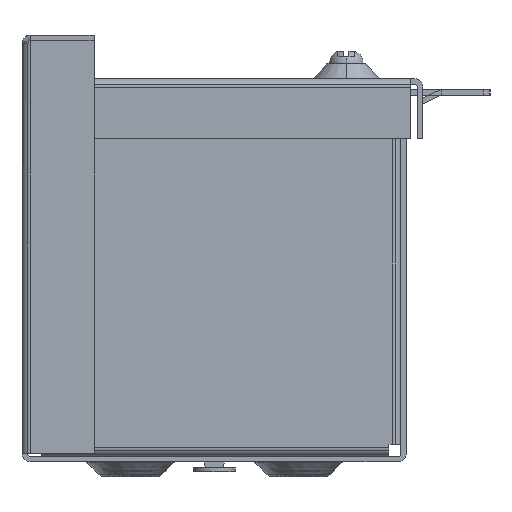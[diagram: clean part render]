
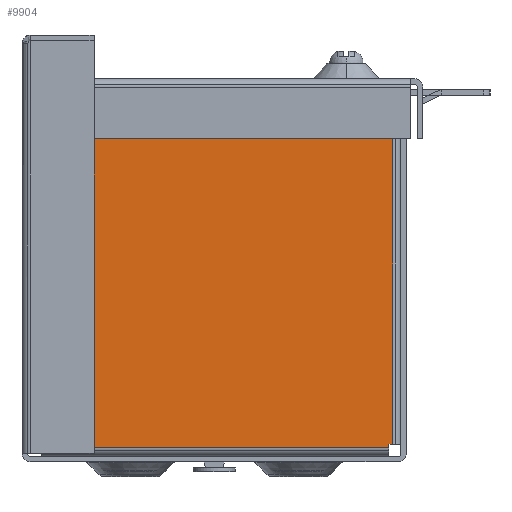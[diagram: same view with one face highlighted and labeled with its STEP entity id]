
A CAD part, left-side view. The second image highlights one B-rep face of the part: STEP entity #9904.
In plain terms, the highlighted planar face has unit normal (-1, 0, 0).
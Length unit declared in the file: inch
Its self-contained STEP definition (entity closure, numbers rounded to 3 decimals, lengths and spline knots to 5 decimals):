
#197 = EDGE_CURVE ( 'NONE', #4600, #19558, #28212, .T. ) ;
#400 = DIRECTION ( 'NONE',  ( 0., -1., 0. ) ) ;
#1277 = VECTOR ( 'NONE', #20034, 39.37008 ) ;
#1363 = CARTESIAN_POINT ( 'NONE',  ( -18., 1.923, 3.798 ) ) ;
#1780 = LINE ( 'NONE', #17611, #1277 ) ;
#1799 = DIRECTION ( 'NONE',  ( 0., 0., 1. ) ) ;
#1984 = EDGE_CURVE ( 'NONE', #9641, #15544, #23175, .T. ) ;
#2103 = CARTESIAN_POINT ( 'NONE',  ( -18., 1.798, 0.057 ) ) ;
#2156 = CARTESIAN_POINT ( 'NONE',  ( -18., 1.798, 3.798 ) ) ;
#2325 = EDGE_LOOP ( 'NONE', ( #14657, #21149, #20585, #15735, #17242, #29431, #28621, #11060, #7621, #15798, #3978, #20803 ) ) ;
#3506 = DIRECTION ( 'NONE',  ( 0., 0., -1. ) ) ;
#3717 = CARTESIAN_POINT ( 'NONE',  ( -18., -1.857, 0.182 ) ) ;
#3978 = ORIENTED_EDGE ( 'NONE', *, *, #1984, .T. ) ;
#4013 = CARTESIAN_POINT ( 'NONE',  ( -18., -1.818, 0.182 ) ) ;
#4313 = LINE ( 'NONE', #4013, #12550 ) ;
#4600 = VERTEX_POINT ( 'NONE', #9917 ) ;
#4732 = LINE ( 'NONE', #2156, #18757 ) ;
#5033 = VERTEX_POINT ( 'NONE', #21775 ) ;
#5896 = VERTEX_POINT ( 'NONE', #23229 ) ;
#7596 = EDGE_CURVE ( 'NONE', #21628, #5033, #13831, .T. ) ;
#7621 = ORIENTED_EDGE ( 'NONE', *, *, #9403, .T. ) ;
#7750 = LINE ( 'NONE', #12850, #15685 ) ;
#7844 = VERTEX_POINT ( 'NONE', #3717 ) ;
#7911 = VECTOR ( 'NONE', #19620, 39.37008 ) ;
#8461 = LINE ( 'NONE', #1363, #7911 ) ;
#9386 = AXIS2_PLACEMENT_3D ( 'NONE', #16210, #11383, #22544 ) ;
#9403 = EDGE_CURVE ( 'NONE', #11553, #5896, #8461, .T. ) ;
#9641 = VERTEX_POINT ( 'NONE', #25721 ) ;
#9822 = DIRECTION ( 'NONE',  ( 0., 1., 0. ) ) ;
#9904 = ADVANCED_FACE ( 'NONE', ( #11666 ), #27819, .T. ) ;
#9917 = CARTESIAN_POINT ( 'NONE',  ( -18., -1.857, 3.798 ) ) ;
#11060 = ORIENTED_EDGE ( 'NONE', *, *, #25559, .T. ) ;
#11121 = VECTOR ( 'NONE', #400, 39.37008 ) ;
#11293 = VERTEX_POINT ( 'NONE', #11493 ) ;
#11383 = DIRECTION ( 'NONE',  ( -1., 0., 0. ) ) ;
#11493 = CARTESIAN_POINT ( 'NONE',  ( -18., -1.818, 0.182 ) ) ;
#11553 = VERTEX_POINT ( 'NONE', #26858 ) ;
#11666 = FACE_OUTER_BOUND ( 'NONE', #2325, .T. ) ;
#12283 = CARTESIAN_POINT ( 'NONE',  ( -18., -1.943, 0.143 ) ) ;
#12550 = VECTOR ( 'NONE', #27375, 39.37008 ) ;
#12696 = EDGE_CURVE ( 'NONE', #7844, #4600, #29698, .T. ) ;
#12850 = CARTESIAN_POINT ( 'NONE',  ( -18., 1.837, 3.923 ) ) ;
#13555 = LINE ( 'NONE', #2103, #20458 ) ;
#13831 = LINE ( 'NONE', #27546, #18494 ) ;
#14078 = CARTESIAN_POINT ( 'NONE',  ( -18., 1.798, 0.182 ) ) ;
#14657 = ORIENTED_EDGE ( 'NONE', *, *, #16211, .T. ) ;
#15169 = EDGE_CURVE ( 'NONE', #15544, #24481, #13555, .T. ) ;
#15486 = DIRECTION ( 'NONE',  ( 0., 1., 0. ) ) ;
#15544 = VERTEX_POINT ( 'NONE', #14078 ) ;
#15685 = VECTOR ( 'NONE', #3506, 39.37008 ) ;
#15735 = ORIENTED_EDGE ( 'NONE', *, *, #12696, .T. ) ;
#15798 = ORIENTED_EDGE ( 'NONE', *, *, #16571, .T. ) ;
#15877 = DIRECTION ( 'NONE',  ( 0., 0., -1. ) ) ;
#16210 = CARTESIAN_POINT ( 'NONE',  ( -18., -1.943, 3.923 ) ) ;
#16211 = EDGE_CURVE ( 'NONE', #24481, #17449, #23147, .T. ) ;
#16224 = DIRECTION ( 'NONE',  ( 0., -1., 0. ) ) ;
#16571 = EDGE_CURVE ( 'NONE', #5896, #9641, #7750, .T. ) ;
#17242 = ORIENTED_EDGE ( 'NONE', *, *, #197, .T. ) ;
#17449 = VERTEX_POINT ( 'NONE', #19534 ) ;
#17611 = CARTESIAN_POINT ( 'NONE',  ( -18., -1.943, 0.182 ) ) ;
#18494 = VECTOR ( 'NONE', #15486, 39.37008 ) ;
#18757 = VECTOR ( 'NONE', #15877, 39.37008 ) ;
#19534 = CARTESIAN_POINT ( 'NONE',  ( -18., -1.818, 0.143 ) ) ;
#19558 = VERTEX_POINT ( 'NONE', #28803 ) ;
#19620 = DIRECTION ( 'NONE',  ( 0., 1., 0. ) ) ;
#20034 = DIRECTION ( 'NONE',  ( 0., -1., 0. ) ) ;
#20458 = VECTOR ( 'NONE', #20520, 39.37008 ) ;
#20520 = DIRECTION ( 'NONE',  ( 0., 0., -1. ) ) ;
#20585 = ORIENTED_EDGE ( 'NONE', *, *, #21151, .T. ) ;
#20803 = ORIENTED_EDGE ( 'NONE', *, *, #15169, .T. ) ;
#21073 = CARTESIAN_POINT ( 'NONE',  ( -18., 1.798, 0.182 ) ) ;
#21149 = ORIENTED_EDGE ( 'NONE', *, *, #26764, .T. ) ;
#21151 = EDGE_CURVE ( 'NONE', #11293, #7844, #1780, .T. ) ;
#21271 = CARTESIAN_POINT ( 'NONE',  ( -18., -1.818, 3.798 ) ) ;
#21471 = CARTESIAN_POINT ( 'NONE',  ( -18., 1.798, 0.143 ) ) ;
#21628 = VERTEX_POINT ( 'NONE', #23247 ) ;
#21775 = CARTESIAN_POINT ( 'NONE',  ( -18., 1.798, 3.837 ) ) ;
#22002 = CARTESIAN_POINT ( 'NONE',  ( -18., -1.818, 3.923 ) ) ;
#22544 = DIRECTION ( 'NONE',  ( 0., 1., 0. ) ) ;
#22767 = VECTOR ( 'NONE', #1799, 39.37008 ) ;
#23147 = LINE ( 'NONE', #12283, #26306 ) ;
#23175 = LINE ( 'NONE', #21073, #11121 ) ;
#23229 = CARTESIAN_POINT ( 'NONE',  ( -18., 1.837, 3.798 ) ) ;
#23247 = CARTESIAN_POINT ( 'NONE',  ( -18., -1.818, 3.837 ) ) ;
#24481 = VERTEX_POINT ( 'NONE', #21471 ) ;
#25153 = DIRECTION ( 'NONE',  ( 0., 0., 1. ) ) ;
#25559 = EDGE_CURVE ( 'NONE', #5033, #11553, #4732, .T. ) ;
#25721 = CARTESIAN_POINT ( 'NONE',  ( -18., 1.837, 0.182 ) ) ;
#26306 = VECTOR ( 'NONE', #16224, 39.37008 ) ;
#26764 = EDGE_CURVE ( 'NONE', #17449, #11293, #4313, .T. ) ;
#26858 = CARTESIAN_POINT ( 'NONE',  ( -18., 1.798, 3.798 ) ) ;
#27136 = VECTOR ( 'NONE', #25153, 39.37008 ) ;
#27278 = LINE ( 'NONE', #22002, #22767 ) ;
#27375 = DIRECTION ( 'NONE',  ( 0., 0., 1. ) ) ;
#27425 = CARTESIAN_POINT ( 'NONE',  ( -18., -1.857, 3.923 ) ) ;
#27546 = CARTESIAN_POINT ( 'NONE',  ( -18., -1.943, 3.837 ) ) ;
#27819 = PLANE ( 'NONE',  #9386 ) ;
#28212 = LINE ( 'NONE', #21271, #29654 ) ;
#28621 = ORIENTED_EDGE ( 'NONE', *, *, #7596, .T. ) ;
#28803 = CARTESIAN_POINT ( 'NONE',  ( -18., -1.818, 3.798 ) ) ;
#29021 = EDGE_CURVE ( 'NONE', #19558, #21628, #27278, .T. ) ;
#29431 = ORIENTED_EDGE ( 'NONE', *, *, #29021, .T. ) ;
#29654 = VECTOR ( 'NONE', #9822, 39.37008 ) ;
#29698 = LINE ( 'NONE', #27425, #27136 ) ;
